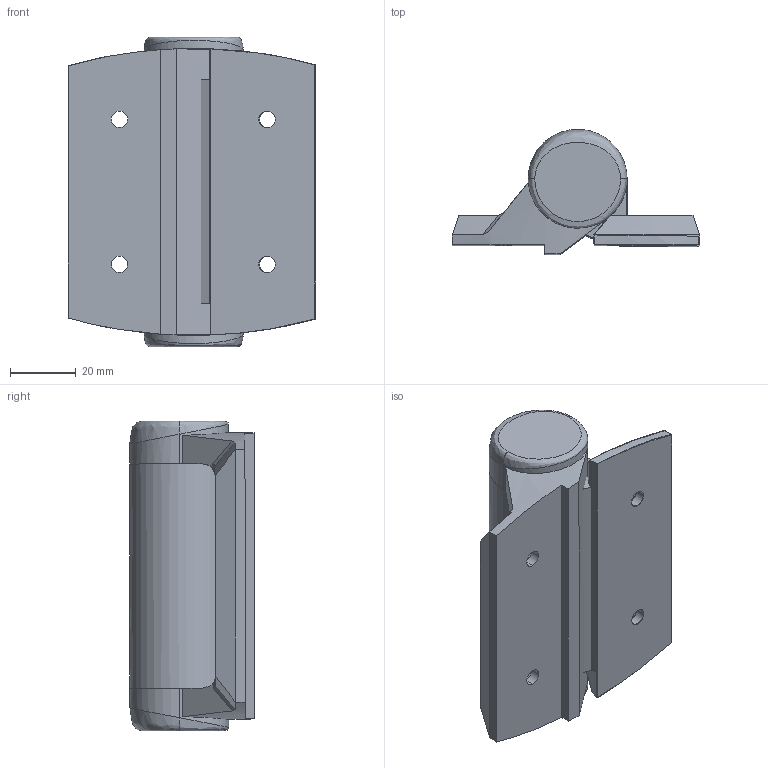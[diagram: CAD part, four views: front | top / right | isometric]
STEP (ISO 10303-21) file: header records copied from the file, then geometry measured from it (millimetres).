
FILE_DESCRIPTION (( 'STEP AP214' ), '1' );
FILE_NAME ('04144-Spring Hinge Flush Fit Black Nylon 96x76mm.STEP', '2018-10-09T03:02:37', ( '' ), ( '' ), 'SwSTEP 2.0', 'SolidWorks 2018', '' );
FILE_SCHEMA (( 'AUTOMOTIVE_DESIGN' ));
Length unit declared in the file: millimetre
Products named in the file (3): 4144 Spring Hinge BK Nylon 96x76mm 1; 4144 Spring Hinge BK Nylon 96x76mm 2; 04144-Spring Hinge Flush Fit Black Nylon 96x76mm
Assembly tree (2 placements, depth 2):
  04144-Spring Hinge Flush Fit Black Nylon 96x76mm
    4144 Spring Hinge BK Nylon 96x76mm 2
    4144 Spring Hinge BK Nylon 96x76mm 1
Bounding box: 75 x 37.86 x 94.03 mm (x, y, z)
Volume: 139734.6 mm3; surface area: 49343.2 mm2
Topology: 3 solids, 3 shells, 626 faces, 1674 edges, 1110 vertices
Faces by surface type: bspline 368, plane 165, cylinder 93
Entity records: 49013 total; most frequent: CARTESIAN_POINT 37243, ORIENTED_EDGE 3348, EDGE_CURVE 1674, B_SPLINE_CURVE_WITH_KNOTS 1478, VERTEX_POINT 1110, DIRECTION 780, EDGE_LOOP 698, FACE_OUTER_BOUND 626
